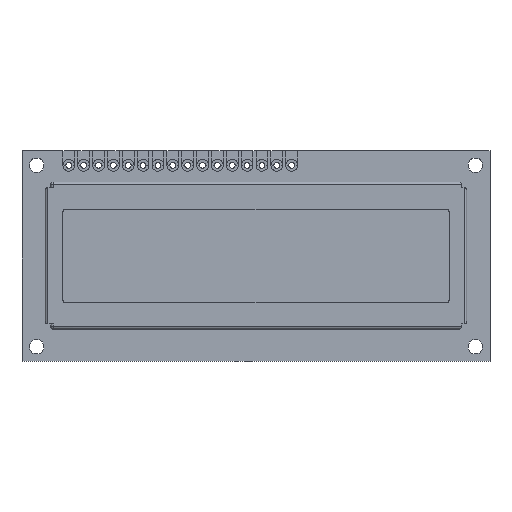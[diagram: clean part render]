
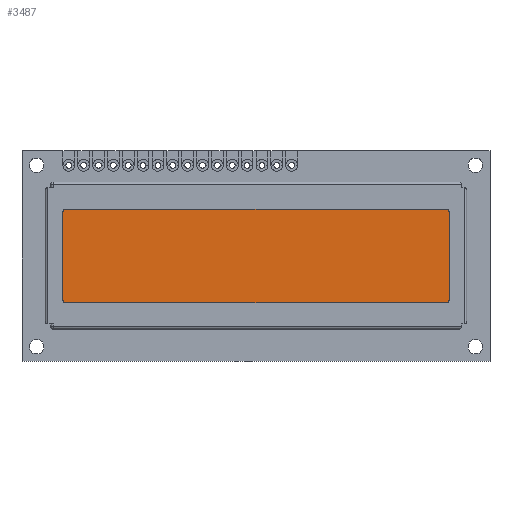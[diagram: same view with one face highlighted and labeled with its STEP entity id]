
A CAD part, top view. The second image highlights one B-rep face of the part: STEP entity #3487.
In plain terms, the highlighted planar face has unit normal (0, 0, 1).
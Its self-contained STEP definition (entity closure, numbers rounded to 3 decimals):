
#12=DIRECTION('',(0.,0.,1.));
#27=VECTOR('',#28,1.);
#28=DIRECTION('',(0.,1.,0.));
#34=VECTOR('',#35,1.);
#35=DIRECTION('',(1.,0.,0.));
#464=DIRECTION('',(0.,-1.,0.));
#509=DIRECTION('',(0.,0.,1.));
#523=DIRECTION('',(0.,0.,-1.));
#2696=EDGE_CURVE('',#2697,#2699,#2701,.T.);
#2697=VERTEX_POINT('',#2698);
#2698=CARTESIAN_POINT('',(65.,-8.,15.));
#2699=VERTEX_POINT('',#2700);
#2700=CARTESIAN_POINT('',(64.5,-7.5,15.));
#2701=CIRCLE('',#2702,0.5);
#2702=AXIS2_PLACEMENT_3D('',#2703,#509,#464);
#2703=CARTESIAN_POINT('',(64.5,-8.,15.));
#2705=EDGE_CURVE('',#2706,#2697,#2708,.T.);
#2706=VERTEX_POINT('',#2707);
#2707=CARTESIAN_POINT('',(65.,-23.,15.));
#2708=LINE('',#2709,#27);
#2709=CARTESIAN_POINT('',(65.,-23.5,15.));
#2711=EDGE_CURVE('',#2706,#2712,#2714,.T.);
#2712=VERTEX_POINT('',#2713);
#2713=CARTESIAN_POINT('',(64.5,-23.5,15.));
#2714=CIRCLE('',#2715,0.5);
#2715=AXIS2_PLACEMENT_3D('',#2716,#523,#464);
#2716=CARTESIAN_POINT('',(64.5,-23.,15.));
#2718=EDGE_CURVE('',#2719,#2712,#2721,.T.);
#2719=VERTEX_POINT('',#2720);
#2720=CARTESIAN_POINT('',(-0.5,-23.5,15.));
#2721=LINE('',#2722,#34);
#2722=CARTESIAN_POINT('',(-1.,-23.5,15.));
#2724=EDGE_CURVE('',#2719,#2725,#2727,.T.);
#2725=VERTEX_POINT('',#2726);
#2726=CARTESIAN_POINT('',(-1.,-23.,15.));
#2727=CIRCLE('',#2728,0.5);
#2728=AXIS2_PLACEMENT_3D('',#2729,#523,#464);
#2729=CARTESIAN_POINT('',(-0.5,-23.,15.));
#2731=EDGE_CURVE('',#2725,#2732,#2734,.T.);
#2732=VERTEX_POINT('',#2733);
#2733=CARTESIAN_POINT('',(-1.,-8.,15.));
#2734=LINE('',#2722,#27);
#2736=EDGE_CURVE('',#2732,#2737,#2739,.T.);
#2737=VERTEX_POINT('',#2738);
#2738=CARTESIAN_POINT('',(-0.5,-7.5,15.));
#2739=CIRCLE('',#2740,0.5);
#2740=AXIS2_PLACEMENT_3D('',#2741,#523,#464);
#2741=CARTESIAN_POINT('',(-0.5,-8.,15.));
#2743=EDGE_CURVE('',#2737,#2699,#2744,.T.);
#2744=LINE('',#2745,#34);
#2745=CARTESIAN_POINT('',(-1.,-7.5,15.));
#3487=ADVANCED_FACE('',(#3488),#3498,.T.);
#3488=FACE_BOUND('',#3489,.T.);
#3489=EDGE_LOOP('',(#3490,#3491,#3492,#3493,#3494,#3495,#3496,#3497));
#3490=ORIENTED_EDGE('',*,*,#2731,.F.);
#3491=ORIENTED_EDGE('',*,*,#2724,.F.);
#3492=ORIENTED_EDGE('',*,*,#2718,.T.);
#3493=ORIENTED_EDGE('',*,*,#2711,.F.);
#3494=ORIENTED_EDGE('',*,*,#2705,.T.);
#3495=ORIENTED_EDGE('',*,*,#2696,.T.);
#3496=ORIENTED_EDGE('',*,*,#2743,.F.);
#3497=ORIENTED_EDGE('',*,*,#2736,.F.);
#3498=PLANE('',#3499);
#3499=AXIS2_PLACEMENT_3D('',#2722,#12,#35);
